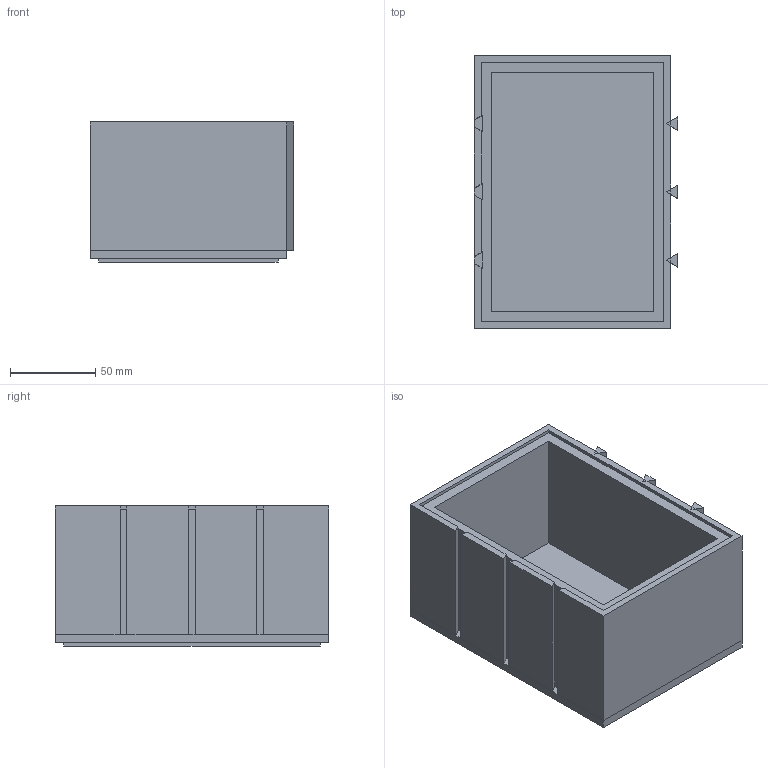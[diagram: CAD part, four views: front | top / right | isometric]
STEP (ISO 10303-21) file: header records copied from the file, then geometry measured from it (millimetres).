
FILE_DESCRIPTION(/* description */ (''),/* implementation_level */ '2;1');
FILE_NAME(/* name */ 'box',/* time_stamp */ '2020-06-02T10:53:49+08:00',/* author */ (''),/* organization */ (''),/* preprocessor_version */ 'ST-DEVELOPER v15',/* originating_system */ '',/* authorisation */ '');
FILE_SCHEMA (('AUTOMOTIVE_DESIGN'));
Length unit declared in the file: millimetre
Products named in the file (1): Document
Bounding box: 119.25 x 160 x 82 mm (x, y, z)
Volume: 497968.8 mm3; surface area: 124202.6 mm2
Topology: 1 solids, 1 shells, 72 faces, 179 edges, 111 vertices
Faces by surface type: plane 72
Entity records: 1838 total; most frequent: CARTESIAN_POINT 550, ORIENTED_EDGE 358, EDGE_CURVE 179, B_SPLINE_CURVE_WITH_KNOTS 179, VERTEX_POINT 111, DIRECTION 76, EDGE_LOOP 74, AXIS2_PLACEMENT_3D 74
